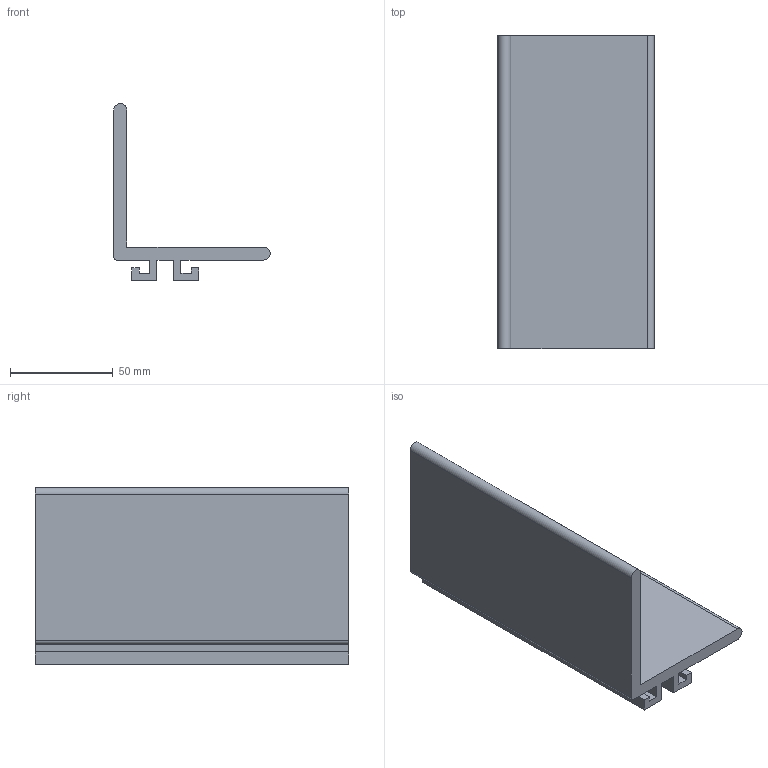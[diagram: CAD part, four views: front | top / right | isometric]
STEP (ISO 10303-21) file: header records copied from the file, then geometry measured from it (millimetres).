
FILE_DESCRIPTION((''),'2;1');
FILE_NAME('SG1428.STP', '2021-03-10T13:39:27',(''), (''), 'KCM Version 2.0.6974.6974', 'KeyCreator Pro', '');
FILE_SCHEMA(('AUTOMOTIVE_DESIGN'));
Length unit declared in the file: inch
Bounding box: 76.2 x 152.4 x 86.11 mm (x, y, z)
Volume: 162787.4 mm3; surface area: 60504.9 mm2
Topology: 1 solids, 1 shells, 25 faces, 69 edges, 46 vertices
Faces by surface type: plane 22, cylinder 3
Entity records: 814 total; most frequent: CARTESIAN_POINT 141, ORIENTED_EDGE 138, DIRECTION 127, EDGE_CURVE 69, VECTOR 63, LINE 63, VERTEX_POINT 46, AXIS2_PLACEMENT_3D 32
